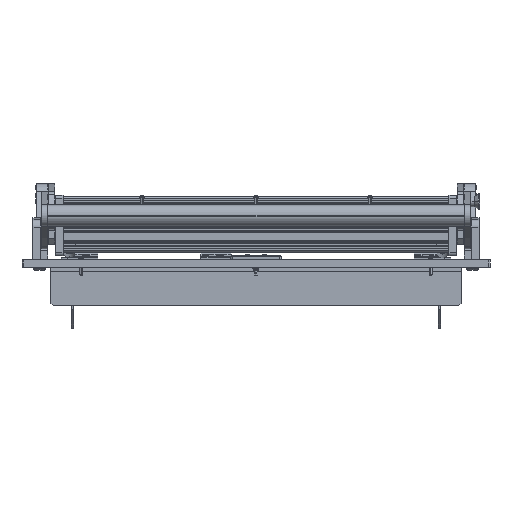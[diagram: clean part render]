
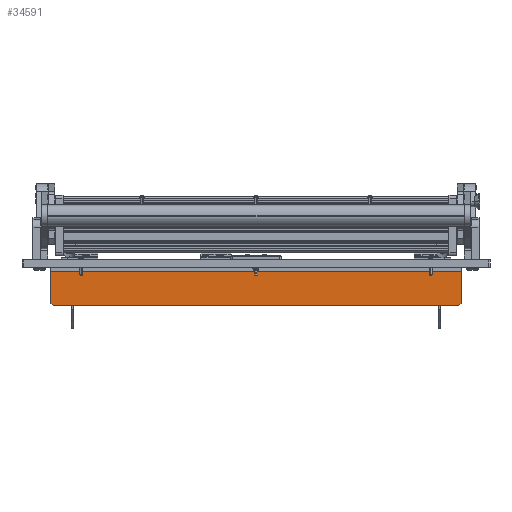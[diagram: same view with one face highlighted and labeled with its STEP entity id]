
A CAD part, front view. The second image highlights one B-rep face of the part: STEP entity #34591.
In plain terms, the highlighted face is planar.
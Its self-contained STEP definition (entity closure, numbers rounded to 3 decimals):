
#37 = ORIENTED_EDGE ( 'NONE', *, *, #38857, .T. ) ;
#3352 = DIRECTION ( 'NONE',  ( 1., 0., 0. ) ) ;
#3599 = CARTESIAN_POINT ( 'NONE',  ( -6., -47., 270. ) ) ;
#4269 = CARTESIAN_POINT ( 'NONE',  ( -6., -50., -267. ) ) ;
#5293 = CARTESIAN_POINT ( 'NONE',  ( -6., -50., 267. ) ) ;
#5325 = EDGE_CURVE ( 'NONE', #47609, #6118, #6727, .T. ) ;
#6118 = VERTEX_POINT ( 'NONE', #3599 ) ;
#6727 = LINE ( 'NONE', #27049, #12542 ) ;
#8218 = CARTESIAN_POINT ( 'NONE',  ( -6., -6., 270. ) ) ;
#9085 = CARTESIAN_POINT ( 'NONE',  ( -6., -50., -267. ) ) ;
#10568 = VERTEX_POINT ( 'NONE', #13316 ) ;
#12542 = VECTOR ( 'NONE', #41863, 1000. ) ;
#13316 = CARTESIAN_POINT ( 'NONE',  ( -6., -6., 270. ) ) ;
#13332 = CARTESIAN_POINT ( 'NONE',  ( -6., -6., 270. ) ) ;
#18872 = LINE ( 'NONE', #22506, #34563 ) ;
#19048 = LINE ( 'NONE', #9085, #52980 ) ;
#20946 = CARTESIAN_POINT ( 'NONE',  ( -6., -50., 270. ) ) ;
#22506 = CARTESIAN_POINT ( 'NONE',  ( -6., -6., -270. ) ) ;
#22677 = DIRECTION ( 'NONE',  ( 0., -0.707, 0.707 ) ) ;
#24533 = ORIENTED_EDGE ( 'NONE', *, *, #46724, .F. ) ;
#24586 = ORIENTED_EDGE ( 'NONE', *, *, #47013, .F. ) ;
#24990 = ORIENTED_EDGE ( 'NONE', *, *, #5325, .T. ) ;
#27049 = CARTESIAN_POINT ( 'NONE',  ( -6., -47., 270. ) ) ;
#27566 = FACE_OUTER_BOUND ( 'NONE', #41303, .T. ) ;
#28540 = ORIENTED_EDGE ( 'NONE', *, *, #60941, .T. ) ;
#28942 = CARTESIAN_POINT ( 'NONE',  ( -6., -6., 270. ) ) ;
#32027 = CARTESIAN_POINT ( 'NONE',  ( -6., -6., -270. ) ) ;
#34563 = VECTOR ( 'NONE', #38517, 1000. ) ;
#34591 = ADVANCED_FACE ( 'NONE', ( #27566 ), #57246, .F. ) ;
#37861 = DIRECTION ( 'NONE',  ( 0., 1., 0. ) ) ;
#38517 = DIRECTION ( 'NONE',  ( 0., -1., 0. ) ) ;
#38857 = EDGE_CURVE ( 'NONE', #58203, #60859, #19048, .T. ) ;
#41303 = EDGE_LOOP ( 'NONE', ( #24533, #24990, #24586, #28540, #49123, #37 ) ) ;
#41863 = DIRECTION ( 'NONE',  ( 0., 0.707, 0.707 ) ) ;
#42472 = EDGE_CURVE ( 'NONE', #60779, #58203, #18872, .T. ) ;
#43626 = LINE ( 'NONE', #13332, #48295 ) ;
#46724 = EDGE_CURVE ( 'NONE', #47609, #60859, #54513, .T. ) ;
#47013 = EDGE_CURVE ( 'NONE', #10568, #6118, #58327, .T. ) ;
#47609 = VERTEX_POINT ( 'NONE', #5293 ) ;
#48295 = VECTOR ( 'NONE', #53329, 1000. ) ;
#48656 = DIRECTION ( 'NONE',  ( 0., -1., 0. ) ) ;
#49123 = ORIENTED_EDGE ( 'NONE', *, *, #42472, .T. ) ;
#52204 = CARTESIAN_POINT ( 'NONE',  ( -6., -47., -270. ) ) ;
#52980 = VECTOR ( 'NONE', #22677, 1000. ) ;
#53329 = DIRECTION ( 'NONE',  ( 0., 0., -1. ) ) ;
#54513 = LINE ( 'NONE', #20946, #61633 ) ;
#55142 = DIRECTION ( 'NONE',  ( 0., 0., -1. ) ) ;
#57246 = PLANE ( 'NONE',  #62639 ) ;
#58203 = VERTEX_POINT ( 'NONE', #52204 ) ;
#58327 = LINE ( 'NONE', #28942, #60493 ) ;
#60493 = VECTOR ( 'NONE', #48656, 1000. ) ;
#60779 = VERTEX_POINT ( 'NONE', #32027 ) ;
#60859 = VERTEX_POINT ( 'NONE', #4269 ) ;
#60941 = EDGE_CURVE ( 'NONE', #10568, #60779, #43626, .T. ) ;
#61633 = VECTOR ( 'NONE', #55142, 1000. ) ;
#62639 = AXIS2_PLACEMENT_3D ( 'NONE', #8218, #3352, #37861 ) ;
